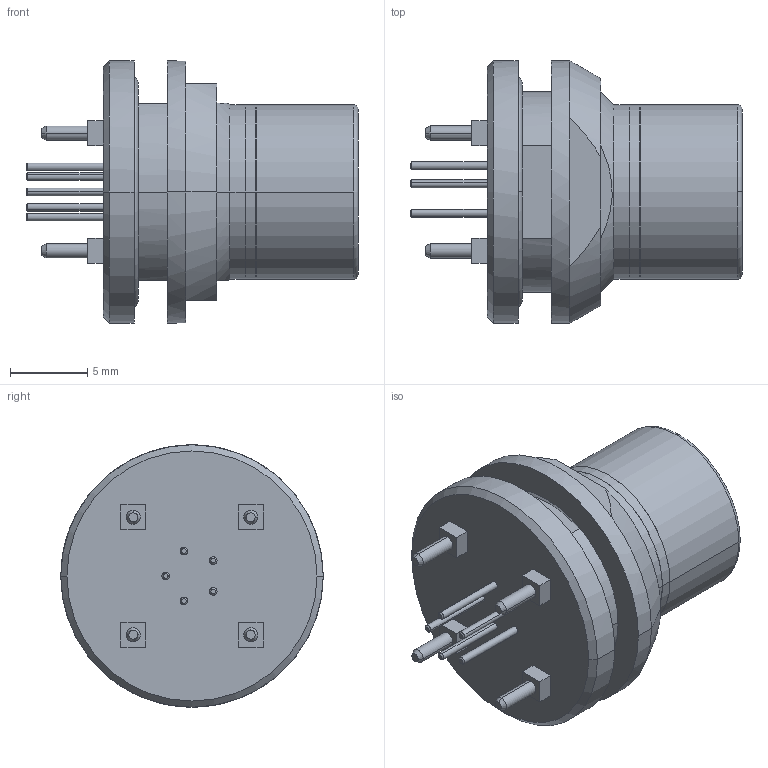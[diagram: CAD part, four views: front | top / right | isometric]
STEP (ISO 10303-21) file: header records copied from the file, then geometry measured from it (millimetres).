
FILE_DESCRIPTION(('STEP AP242'),'1');
FILE_NAME('hen_1f_305_xlnp.stp','2020-12-21T20:06:24',('TraceParts'),('TraceParts S.A.'),'Spatial InterOp 3D',' ',' ');
FILE_SCHEMA(('AP242_MANAGED_MODEL_BASED_3D_ENGINEERING_MIM_LF {1 0 10303 442 1 1 4}'));
Length unit declared in the file: millimetre
Products named in the file (1): hen_1f_305_xlnp_1
Bounding box: 21.5 x 17 x 17 mm (x, y, z)
Volume: 2337.6 mm3; surface area: 1765 mm2
Topology: 2 solids, 2 shells, 123 faces, 268 edges, 168 vertices
Faces by surface type: plane 47, cylinder 38, cone 30, torus 8
Entity records: 4400 total; most frequent: DIRECTION 648, CARTESIAN_POINT 575, ORIENTED_EDGE 536, EDGE_CURVE 268, AXIS2_PLACEMENT_3D 262, VERTEX_POINT 168, EDGE_LOOP 144, CIRCLE 137
